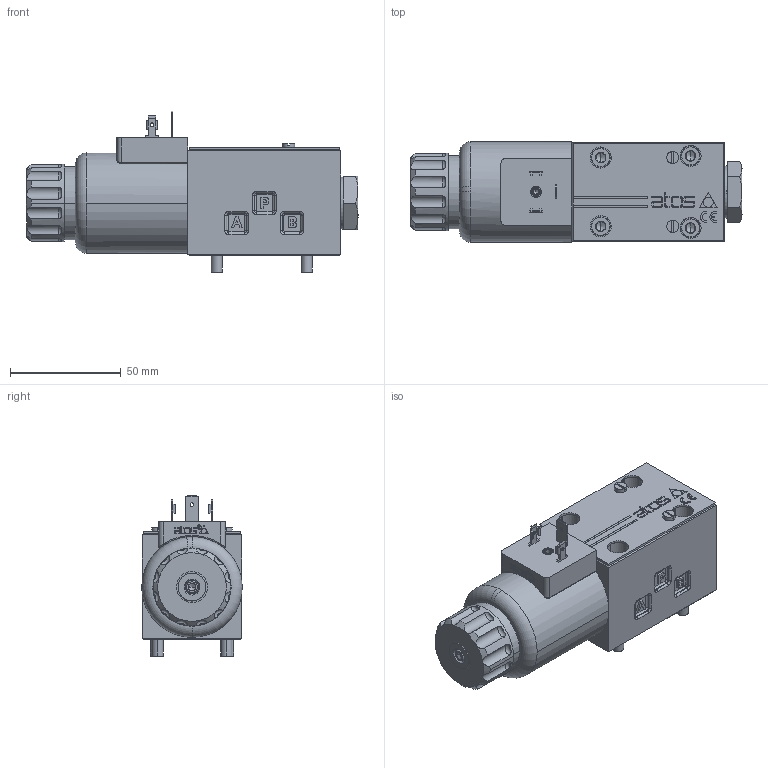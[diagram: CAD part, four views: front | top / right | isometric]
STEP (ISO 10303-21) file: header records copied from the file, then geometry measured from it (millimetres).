
FILE_DESCRIPTION(('STEP AP203'),'1');
FILE_NAME('DHE-06-X-DC-S20.stp','2020-09-24T15:23:09',(' '),(' '),'XStep 1.0',' ',' ');
FILE_SCHEMA(('CONFIG_CONTROL_DESIGN'));
Length unit declared in the file: millimetre
Bounding box: 149.7 x 45.3 x 73 mm (x, y, z)
Volume: 249456.4 mm3; surface area: 65492.1 mm2
Topology: 14 solids, 14 shells, 1304 faces, 3391 edges, 2158 vertices
Faces by surface type: cylinder 615, plane 418, cone 176, torus 93, bspline 2
Entity records: 49852 total; most frequent: CARTESIAN_POINT 16312, DIRECTION 7392, ORIENTED_EDGE 6718, EDGE_CURVE 3359, AXIS2_PLACEMENT_3D 2886, VERTEX_POINT 2158, LINE 1620, VECTOR 1620
